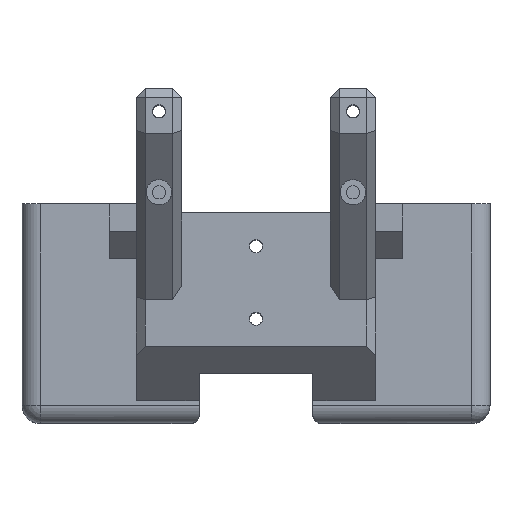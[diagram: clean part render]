
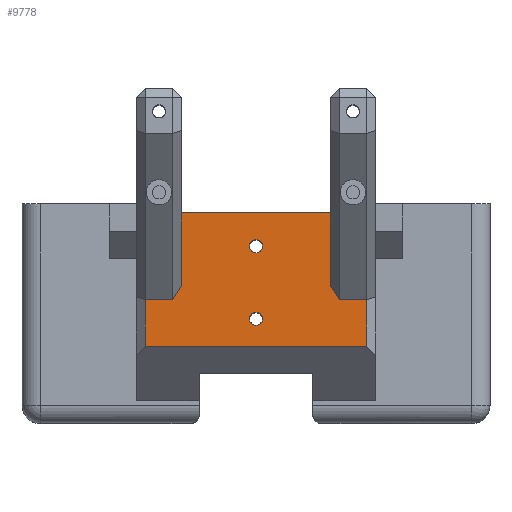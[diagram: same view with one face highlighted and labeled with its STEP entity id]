
A CAD part, top view. The second image highlights one B-rep face of the part: STEP entity #9778.
In plain terms, the highlighted planar face has unit normal (0, 0, 1).
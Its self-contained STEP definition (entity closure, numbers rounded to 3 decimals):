
#83=CIRCLE('',#10327,1.425);
#84=CIRCLE('',#10328,1.425);
#200=FACE_BOUND('',#1378,.T.);
#201=FACE_BOUND('',#1379,.T.);
#355=PLANE('',#10326);
#801=FACE_OUTER_BOUND('',#1377,.T.);
#1377=EDGE_LOOP('',(#7836,#7837,#7838,#7839,#7840,#7841,#7842,#7843,#7844,
#7845));
#1378=EDGE_LOOP('',(#7846));
#1379=EDGE_LOOP('',(#7847));
#2271=LINE('',#16286,#3299);
#2273=LINE('',#16290,#3301);
#2274=LINE('',#16292,#3302);
#2275=LINE('',#16294,#3303);
#2276=LINE('',#16296,#3304);
#2277=LINE('',#16298,#3305);
#2278=LINE('',#16300,#3306);
#2279=LINE('',#16302,#3307);
#2280=LINE('',#16304,#3308);
#2281=LINE('',#16305,#3309);
#3299=VECTOR('',#11531,10.);
#3301=VECTOR('',#11535,10.);
#3302=VECTOR('',#11536,10.);
#3303=VECTOR('',#11537,10.);
#3304=VECTOR('',#11538,10.);
#3305=VECTOR('',#11539,10.);
#3306=VECTOR('',#11540,10.);
#3307=VECTOR('',#11541,10.);
#3308=VECTOR('',#11542,10.);
#3309=VECTOR('',#11543,10.);
#4735=VERTEX_POINT('',#16283);
#4736=VERTEX_POINT('',#16285);
#4737=VERTEX_POINT('',#16289);
#4738=VERTEX_POINT('',#16291);
#4739=VERTEX_POINT('',#16293);
#4740=VERTEX_POINT('',#16295);
#4741=VERTEX_POINT('',#16297);
#4742=VERTEX_POINT('',#16299);
#4743=VERTEX_POINT('',#16301);
#4744=VERTEX_POINT('',#16303);
#4745=VERTEX_POINT('',#16306);
#4746=VERTEX_POINT('',#16308);
#5867=EDGE_CURVE('',#4735,#4736,#2271,.T.);
#5869=EDGE_CURVE('',#4737,#4735,#2273,.T.);
#5870=EDGE_CURVE('',#4738,#4737,#2274,.T.);
#5871=EDGE_CURVE('',#4738,#4739,#2275,.T.);
#5872=EDGE_CURVE('',#4740,#4739,#2276,.F.);
#5873=EDGE_CURVE('',#4740,#4741,#2277,.T.);
#5874=EDGE_CURVE('',#4741,#4742,#2278,.T.);
#5875=EDGE_CURVE('',#4742,#4743,#2279,.T.);
#5876=EDGE_CURVE('',#4744,#4743,#2280,.F.);
#5877=EDGE_CURVE('',#4744,#4736,#2281,.T.);
#5878=EDGE_CURVE('',#4745,#4745,#83,.T.);
#5879=EDGE_CURVE('',#4746,#4746,#84,.T.);
#7836=ORIENTED_EDGE('',*,*,#5869,.F.);
#7837=ORIENTED_EDGE('',*,*,#5870,.F.);
#7838=ORIENTED_EDGE('',*,*,#5871,.T.);
#7839=ORIENTED_EDGE('',*,*,#5872,.F.);
#7840=ORIENTED_EDGE('',*,*,#5873,.T.);
#7841=ORIENTED_EDGE('',*,*,#5874,.T.);
#7842=ORIENTED_EDGE('',*,*,#5875,.T.);
#7843=ORIENTED_EDGE('',*,*,#5876,.F.);
#7844=ORIENTED_EDGE('',*,*,#5877,.T.);
#7845=ORIENTED_EDGE('',*,*,#5867,.F.);
#7846=ORIENTED_EDGE('',*,*,#5878,.T.);
#7847=ORIENTED_EDGE('',*,*,#5879,.T.);
#9778=ADVANCED_FACE('',(#801,#200,#201),#355,.F.);
#10326=AXIS2_PLACEMENT_3D('',#16288,#11533,#11534);
#10327=AXIS2_PLACEMENT_3D('',#16307,#11544,#11545);
#10328=AXIS2_PLACEMENT_3D('',#16309,#11546,#11547);
#11531=DIRECTION('',(0.,1.,0.));
#11533=DIRECTION('center_axis',(0.,0.,-1.));
#11534=DIRECTION('ref_axis',(-1.,0.,0.));
#11535=DIRECTION('',(-1.,0.,0.));
#11536=DIRECTION('',(0.,-1.,0.));
#11537=DIRECTION('',(-1.,0.,0.));
#11538=DIRECTION('',(-0.53,0.848,0.));
#11539=DIRECTION('',(0.,1.,0.));
#11540=DIRECTION('',(-1.,0.,0.));
#11541=DIRECTION('',(0.,-1.,0.));
#11542=DIRECTION('',(-0.53,-0.848,0.));
#11543=DIRECTION('',(-1.,0.,0.));
#11544=DIRECTION('center_axis',(0.,0.,-1.));
#11545=DIRECTION('ref_axis',(-1.,0.,0.));
#11546=DIRECTION('center_axis',(0.,0.,-1.));
#11547=DIRECTION('ref_axis',(-1.,0.,0.));
#16283=CARTESIAN_POINT('',(-71.85,-10.15,39.15));
#16285=CARTESIAN_POINT('',(-71.85,0.,39.15));
#16286=CARTESIAN_POINT('',(-71.85,-1.5,39.15));
#16288=CARTESIAN_POINT('Origin',(-47.5,-3.,39.15));
#16289=CARTESIAN_POINT('',(-23.15,-10.15,39.15));
#16290=CARTESIAN_POINT('',(-41.25,-10.15,39.15));
#16291=CARTESIAN_POINT('',(-23.15,0.,39.15));
#16292=CARTESIAN_POINT('',(-23.15,21.775,39.15));
#16293=CARTESIAN_POINT('',(-29.15,0.,39.15));
#16294=CARTESIAN_POINT('',(-34.325,0.,39.15));
#16295=CARTESIAN_POINT('',(-31.15,3.201,39.15));
#16296=CARTESIAN_POINT('',(-30.675,2.441,39.15));
#16297=CARTESIAN_POINT('',(-31.15,19.15,39.15));
#16298=CARTESIAN_POINT('',(-31.15,-1.5,39.15));
#16299=CARTESIAN_POINT('',(-63.85,19.15,39.15));
#16300=CARTESIAN_POINT('',(-39.325,19.15,39.15));
#16301=CARTESIAN_POINT('',(-63.85,3.201,39.15));
#16302=CARTESIAN_POINT('',(-63.85,21.775,39.15));
#16303=CARTESIAN_POINT('',(-65.85,0.,39.15));
#16304=CARTESIAN_POINT('',(-61.137,7.543,39.15));
#16305=CARTESIAN_POINT('',(-42.5,0.,39.15));
#16306=CARTESIAN_POINT('',(-46.075,11.85,39.15));
#16307=CARTESIAN_POINT('Origin',(-47.5,11.85,39.15));
#16308=CARTESIAN_POINT('',(-46.075,-4.15,39.15));
#16309=CARTESIAN_POINT('Origin',(-47.5,-4.15,39.15));
